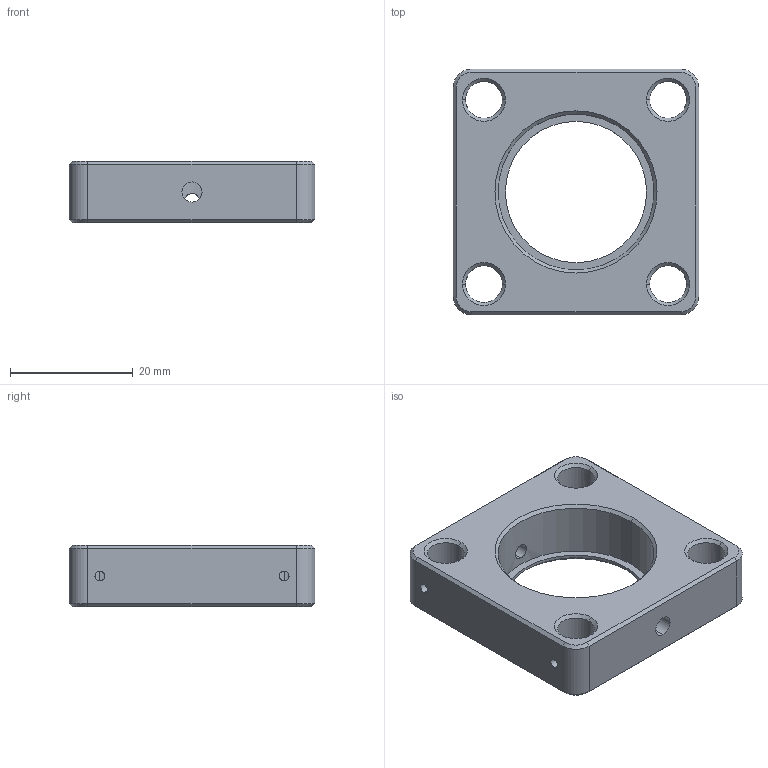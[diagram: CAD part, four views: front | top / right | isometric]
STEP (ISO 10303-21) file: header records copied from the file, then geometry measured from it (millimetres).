
FILE_DESCRIPTION (( 'STEP AP203' ), '1' );
FILE_NAME ('GCT-080204.STEP', '2019-10-15T03:10:02', ( '' ), ( '' ), 'SwSTEP 2.0', 'SolidWorks 2015', '' );
FILE_SCHEMA (( 'CONFIG_CONTROL_DESIGN' ));
Length unit declared in the file: millimetre
Products named in the file (1): GCT-080204
Bounding box: 40 x 40 x 10 mm (x, y, z)
Volume: 9623.4 mm3; surface area: 5175.5 mm2
Topology: 1 solids, 1 shells, 71 faces, 172 edges, 100 vertices
Faces by surface type: cone 28, cylinder 28, plane 15
Entity records: 2361 total; most frequent: CARTESIAN_POINT 562, DIRECTION 376, ORIENTED_EDGE 344, EDGE_CURVE 172, AXIS2_PLACEMENT_3D 144, VERTEX_POINT 100, EDGE_LOOP 90, VECTOR 88
